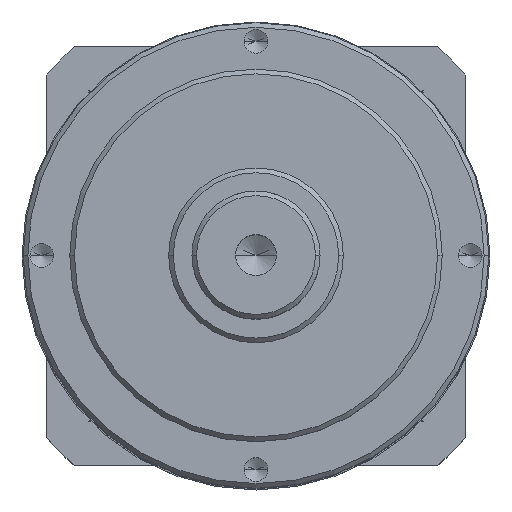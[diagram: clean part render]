
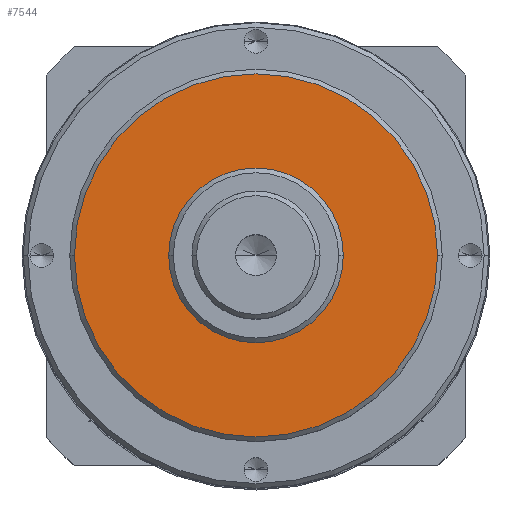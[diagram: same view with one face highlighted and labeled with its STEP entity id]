
A CAD part, top view. The second image highlights one B-rep face of the part: STEP entity #7544.
In plain terms, the highlighted planar face has unit normal (0, 0, 1).
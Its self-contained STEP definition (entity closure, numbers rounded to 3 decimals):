
#2375=CARTESIAN_POINT('',(0.,0.,137.));
#2376=DIRECTION('',(0.,0.,1.));
#2377=DIRECTION('',(1.,0.,0.));
#2378=AXIS2_PLACEMENT_3D('',#2375,#2376,#2377);
#2380=CARTESIAN_POINT('',(0.,0.,137.));
#2381=DIRECTION('',(0.,0.,1.));
#2382=DIRECTION('',(-1.,0.,0.));
#2383=AXIS2_PLACEMENT_3D('',#2380,#2381,#2382);
#2385=CARTESIAN_POINT('',(0.,0.,137.));
#2386=DIRECTION('',(0.,0.,-1.));
#2387=DIRECTION('',(1.,0.,0.));
#2388=AXIS2_PLACEMENT_3D('',#2385,#2386,#2387);
#2390=CARTESIAN_POINT('',(0.,0.,137.));
#2391=DIRECTION('',(0.,0.,-1.));
#2392=DIRECTION('',(-1.,0.,0.));
#2393=AXIS2_PLACEMENT_3D('',#2390,#2391,#2392);
#4140=CARTESIAN_POINT('',(78.,0.,137.));
#4142=VERTEX_POINT('',#4140);
#4144=CARTESIAN_POINT('',(-78.,0.,137.));
#4146=VERTEX_POINT('',#4144);
#4172=CARTESIAN_POINT('',(-37.5,0.,137.));
#4173=VERTEX_POINT('',#4172);
#4174=CARTESIAN_POINT('',(37.5,0.,137.));
#4175=VERTEX_POINT('',#4174);
#7529=CARTESIAN_POINT('',(0.,0.,137.));
#7530=DIRECTION('',(0.,0.,1.));
#7531=DIRECTION('',(1.,0.,0.));
#7532=AXIS2_PLACEMENT_3D('',#7529,#7530,#7531);
#7533=PLANE('',#7532);
#7534=ORIENTED_EDGE('',*,*,#7511,.F.);
#7535=ORIENTED_EDGE('',*,*,#7496,.F.);
#7536=EDGE_LOOP('',(#7534,#7535));
#7537=FACE_OUTER_BOUND('',#7536,.F.);
#7539=ORIENTED_EDGE('',*,*,#7538,.F.);
#7541=ORIENTED_EDGE('',*,*,#7540,.F.);
#7542=EDGE_LOOP('',(#7539,#7541));
#7543=FACE_BOUND('',#7542,.F.);
#7544=ADVANCED_FACE('',(#7537,#7543),#7533,.T.);
#2379=CIRCLE('',#2378,78.);
#2384=CIRCLE('',#2383,78.);
#2389=CIRCLE('',#2388,37.5);
#2394=CIRCLE('',#2393,37.5);
#7496=EDGE_CURVE('',#4146,#4142,#2384,.T.);
#7511=EDGE_CURVE('',#4142,#4146,#2379,.T.);
#7538=EDGE_CURVE('',#4175,#4173,#2389,.T.);
#7540=EDGE_CURVE('',#4173,#4175,#2394,.T.);
